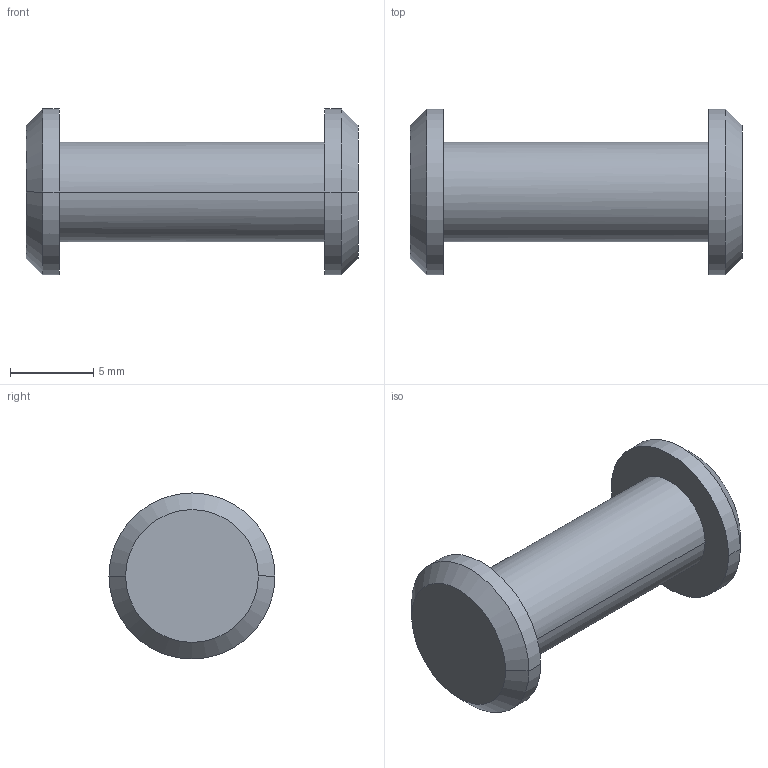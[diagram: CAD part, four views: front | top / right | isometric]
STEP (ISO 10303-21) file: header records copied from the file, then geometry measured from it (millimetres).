
FILE_DESCRIPTION(('CATIA V5 STEP Exchange'),'2;1');
FILE_NAME('Rivet_d6_L16.stp','2019-09-22T10:17:22+00:00',('none'),('none'),'Version 5-6 Release 2013','CATIA V5 STEP AP203','none');
FILE_SCHEMA(('CONFIG_CONTROL_DESIGN'));
Length unit declared in the file: millimetre
Products named in the file (1): Rivet_d6_L16
Bounding box: 20 x 10 x 10 mm (x, y, z)
Volume: 737.2 mm3; surface area: 645.5 mm2
Topology: 1 solids, 1 shells, 14 faces, 26 edges, 16 vertices
Faces by surface type: cylinder 6, cone 4, plane 4
Entity records: 416 total; most frequent: CARTESIAN_POINT 97, DIRECTION 52, ORIENTED_EDGE 52, AXIS2_PLACEMENT_3D 29, EDGE_CURVE 26, EDGE_LOOP 16, VERTEX_POINT 16, ADVANCED_FACE 14
